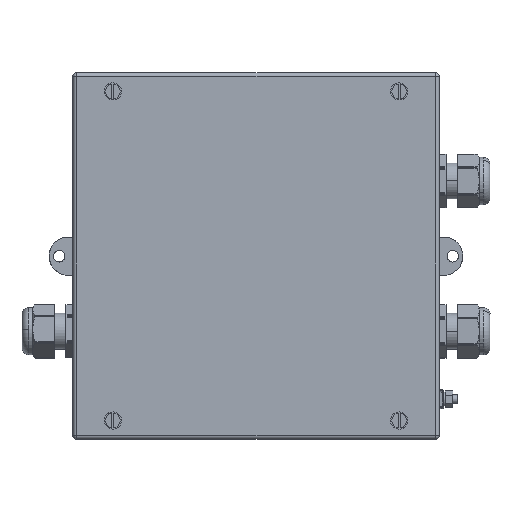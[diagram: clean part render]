
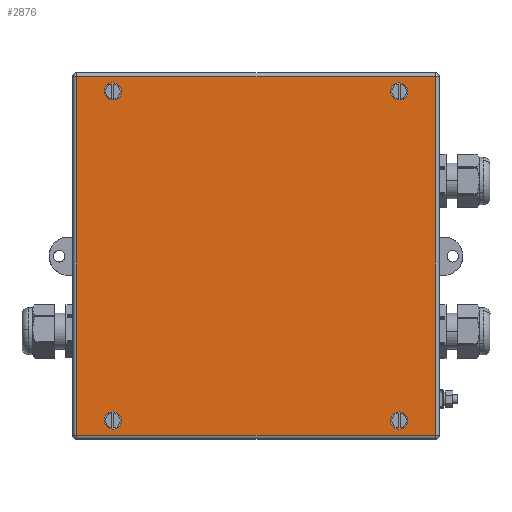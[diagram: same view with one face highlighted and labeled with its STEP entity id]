
A CAD part, top view. The second image highlights one B-rep face of the part: STEP entity #2876.
In plain terms, the highlighted planar face has unit normal (0, 0, 1).
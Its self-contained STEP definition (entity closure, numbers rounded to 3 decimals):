
#2648=AXIS2_PLACEMENT_3D('Circle Axis2P3D',#2646,#2647,$) ;
#2675=AXIS2_PLACEMENT_3D('Circle Axis2P3D',#2673,#2674,$) ;
#2693=AXIS2_PLACEMENT_3D('Circle Axis2P3D',#2691,#2692,$) ;
#2720=AXIS2_PLACEMENT_3D('Circle Axis2P3D',#2718,#2719,$) ;
#2738=AXIS2_PLACEMENT_3D('Circle Axis2P3D',#2736,#2737,$) ;
#2765=AXIS2_PLACEMENT_3D('Circle Axis2P3D',#2763,#2764,$) ;
#2783=AXIS2_PLACEMENT_3D('Circle Axis2P3D',#2781,#2782,$) ;
#2810=AXIS2_PLACEMENT_3D('Circle Axis2P3D',#2808,#2809,$) ;
#2824=AXIS2_PLACEMENT_3D('Plane Axis2P3D',#2821,#2822,#2823) ;
#2646=CARTESIAN_POINT('Axis2P3D Location',(63.5,13.,123.)) ;
#2650=CARTESIAN_POINT('Vertex',(66.25,13.,123.)) ;
#2652=CARTESIAN_POINT('Vertex',(60.75,13.,123.)) ;
#2673=CARTESIAN_POINT('Axis2P3D Location',(63.5,13.,123.)) ;
#2691=CARTESIAN_POINT('Axis2P3D Location',(263.5,243.,123.)) ;
#2695=CARTESIAN_POINT('Vertex',(260.75,243.,123.)) ;
#2697=CARTESIAN_POINT('Vertex',(266.25,243.,123.)) ;
#2718=CARTESIAN_POINT('Axis2P3D Location',(263.5,243.,123.)) ;
#2736=CARTESIAN_POINT('Axis2P3D Location',(263.5,13.,123.)) ;
#2740=CARTESIAN_POINT('Vertex',(260.75,13.,123.)) ;
#2742=CARTESIAN_POINT('Vertex',(266.25,13.,123.)) ;
#2763=CARTESIAN_POINT('Axis2P3D Location',(263.5,13.,123.)) ;
#2781=CARTESIAN_POINT('Axis2P3D Location',(63.5,243.,123.)) ;
#2785=CARTESIAN_POINT('Vertex',(66.25,243.,123.)) ;
#2787=CARTESIAN_POINT('Vertex',(60.75,243.,123.)) ;
#2808=CARTESIAN_POINT('Axis2P3D Location',(63.5,243.,123.)) ;
#2821=CARTESIAN_POINT('Axis2P3D Location',(163.5,128.,123.)) ;
#2826=CARTESIAN_POINT('Line Origine',(163.5,2.6,123.)) ;
#2830=CARTESIAN_POINT('Vertex',(288.9,2.6,123.)) ;
#2832=CARTESIAN_POINT('Vertex',(38.1,2.6,123.)) ;
#2835=CARTESIAN_POINT('Line Origine',(288.9,128.,123.)) ;
#2839=CARTESIAN_POINT('Vertex',(288.9,253.4,123.)) ;
#2842=CARTESIAN_POINT('Line Origine',(163.5,253.4,123.)) ;
#2846=CARTESIAN_POINT('Vertex',(38.1,253.4,123.)) ;
#2849=CARTESIAN_POINT('Line Origine',(38.1,128.,123.)) ;
#2647=DIRECTION('Axis2P3D Direction',(0.,0.,-1.)) ;
#2674=DIRECTION('Axis2P3D Direction',(0.,0.,-1.)) ;
#2692=DIRECTION('Axis2P3D Direction',(0.,0.,-1.)) ;
#2719=DIRECTION('Axis2P3D Direction',(0.,0.,-1.)) ;
#2737=DIRECTION('Axis2P3D Direction',(0.,0.,-1.)) ;
#2764=DIRECTION('Axis2P3D Direction',(0.,0.,-1.)) ;
#2782=DIRECTION('Axis2P3D Direction',(0.,0.,-1.)) ;
#2809=DIRECTION('Axis2P3D Direction',(0.,0.,-1.)) ;
#2822=DIRECTION('Axis2P3D Direction',(0.,0.,-1.)) ;
#2823=DIRECTION('Axis2P3D XDirection',(1.,0.,0.)) ;
#2827=DIRECTION('Vector Direction',(1.,0.,0.)) ;
#2836=DIRECTION('Vector Direction',(0.,-1.,0.)) ;
#2843=DIRECTION('Vector Direction',(-1.,0.,0.)) ;
#2850=DIRECTION('Vector Direction',(0.,1.,0.)) ;
#2828=VECTOR('Line Direction',#2827,1.) ;
#2837=VECTOR('Line Direction',#2836,1.) ;
#2844=VECTOR('Line Direction',#2843,1.) ;
#2851=VECTOR('Line Direction',#2850,1.) ;
#2855=ORIENTED_EDGE('',*,*,#2834,.F.) ;
#2856=ORIENTED_EDGE('',*,*,#2841,.F.) ;
#2857=ORIENTED_EDGE('',*,*,#2848,.F.) ;
#2858=ORIENTED_EDGE('',*,*,#2853,.F.) ;
#2861=ORIENTED_EDGE('',*,*,#2677,.T.) ;
#2862=ORIENTED_EDGE('',*,*,#2654,.T.) ;
#2865=ORIENTED_EDGE('',*,*,#2767,.T.) ;
#2866=ORIENTED_EDGE('',*,*,#2744,.T.) ;
#2869=ORIENTED_EDGE('',*,*,#2812,.T.) ;
#2870=ORIENTED_EDGE('',*,*,#2789,.T.) ;
#2873=ORIENTED_EDGE('',*,*,#2722,.T.) ;
#2874=ORIENTED_EDGE('',*,*,#2699,.T.) ;
#2863=FACE_BOUND('',#2860,.T.) ;
#2867=FACE_BOUND('',#2864,.T.) ;
#2871=FACE_BOUND('',#2868,.T.) ;
#2875=FACE_BOUND('',#2872,.T.) ;
#2876=ADVANCED_FACE('Covervon KLIPPON_STB_4_SS.1',(#2859,#2863,#2867,#2871,#2875),#2825,.F.) ;
#2649=CIRCLE('generated circle',#2648,2.75) ;
#2676=CIRCLE('generated circle',#2675,2.75) ;
#2694=CIRCLE('generated circle',#2693,2.75) ;
#2721=CIRCLE('generated circle',#2720,2.75) ;
#2739=CIRCLE('generated circle',#2738,2.75) ;
#2766=CIRCLE('generated circle',#2765,2.75) ;
#2784=CIRCLE('generated circle',#2783,2.75) ;
#2811=CIRCLE('generated circle',#2810,2.75) ;
#2654=EDGE_CURVE('',#2651,#2653,#2649,.T.) ;
#2677=EDGE_CURVE('',#2653,#2651,#2676,.T.) ;
#2699=EDGE_CURVE('',#2696,#2698,#2694,.T.) ;
#2722=EDGE_CURVE('',#2698,#2696,#2721,.T.) ;
#2744=EDGE_CURVE('',#2741,#2743,#2739,.T.) ;
#2767=EDGE_CURVE('',#2743,#2741,#2766,.T.) ;
#2789=EDGE_CURVE('',#2786,#2788,#2784,.T.) ;
#2812=EDGE_CURVE('',#2788,#2786,#2811,.T.) ;
#2834=EDGE_CURVE('',#2831,#2833,#2829,.F.) ;
#2841=EDGE_CURVE('',#2840,#2831,#2838,.T.) ;
#2848=EDGE_CURVE('',#2847,#2840,#2845,.F.) ;
#2853=EDGE_CURVE('',#2833,#2847,#2852,.T.) ;
#2854=EDGE_LOOP('',(#2855,#2856,#2857,#2858)) ;
#2860=EDGE_LOOP('',(#2861,#2862)) ;
#2864=EDGE_LOOP('',(#2865,#2866)) ;
#2868=EDGE_LOOP('',(#2869,#2870)) ;
#2872=EDGE_LOOP('',(#2873,#2874)) ;
#2859=FACE_OUTER_BOUND('',#2854,.T.) ;
#2829=LINE('Line',#2826,#2828) ;
#2838=LINE('Line',#2835,#2837) ;
#2845=LINE('Line',#2842,#2844) ;
#2852=LINE('Line',#2849,#2851) ;
#2825=PLANE('',#2824) ;
#2651=VERTEX_POINT('',#2650) ;
#2653=VERTEX_POINT('',#2652) ;
#2696=VERTEX_POINT('',#2695) ;
#2698=VERTEX_POINT('',#2697) ;
#2741=VERTEX_POINT('',#2740) ;
#2743=VERTEX_POINT('',#2742) ;
#2786=VERTEX_POINT('',#2785) ;
#2788=VERTEX_POINT('',#2787) ;
#2831=VERTEX_POINT('',#2830) ;
#2833=VERTEX_POINT('',#2832) ;
#2840=VERTEX_POINT('',#2839) ;
#2847=VERTEX_POINT('',#2846) ;
